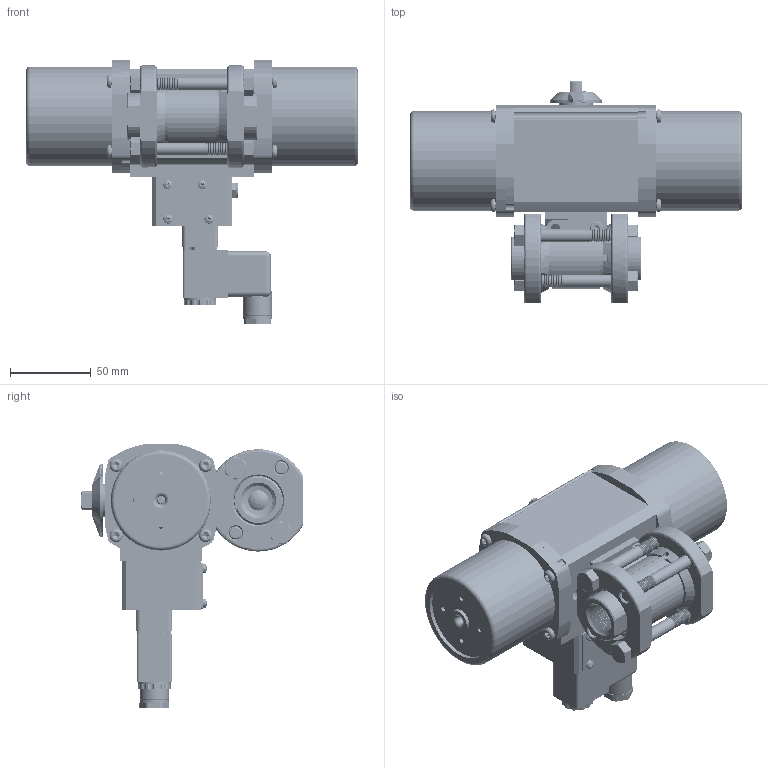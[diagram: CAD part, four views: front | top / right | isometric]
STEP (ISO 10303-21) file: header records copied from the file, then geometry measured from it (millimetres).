
FILE_DESCRIPTION (( 'STEP AP203' ), '1' );
FILE_NAME ('25XXSESA512SR3GPDS.step', '2018-06-12T17:33:18', ( '' ), ( '' ), 'SwSTEP 2.0', 'SolidWorks 2017', '' );
FILE_SCHEMA (( 'CONFIG_CONTROL_DESIGN' ));
Products named in the file (1): 25XXSESA512SR3GPDS
Bounding box: 206.12 x 137.66 x 163.68 mm (x, y, z)
Volume: 653113 mm3; surface area: 285548.7 mm2
Topology: 63 solids, 63 shells, 5810 faces, 15560 edges, 9940 vertices
Faces by surface type: cylinder 2878, cone 1798, plane 800, torus 211, bspline 109, sphere 14
Entity records: 226145 total; most frequent: CARTESIAN_POINT 84820, ORIENTED_EDGE 30828, DIRECTION 29899, EDGE_CURVE 15414, AXIS2_PLACEMENT_3D 12142, VERTEX_POINT 9936, CIRCLE 6440, EDGE_LOOP 6248
